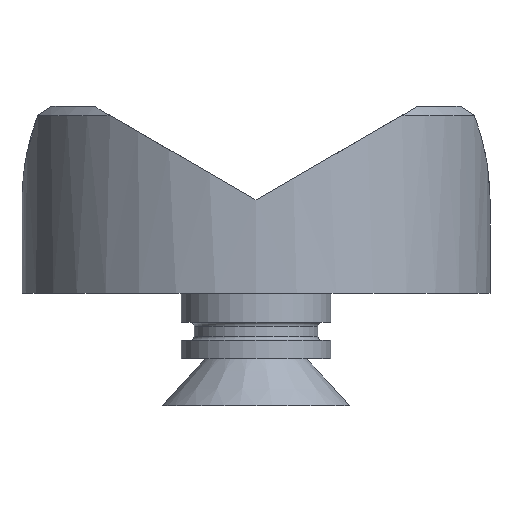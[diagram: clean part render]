
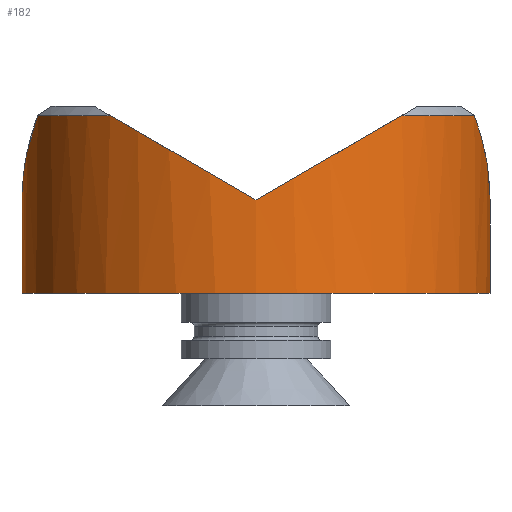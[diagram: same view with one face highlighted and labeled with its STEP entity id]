
A CAD part, front view. The second image highlights one B-rep face of the part: STEP entity #182.
In plain terms, the highlighted cylindrical face has radius 25 mm (diameter 50 mm), a partial arc.
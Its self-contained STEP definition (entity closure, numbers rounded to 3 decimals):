
#182=ADVANCED_FACE('',(#356),#357,.T.);
#356=FACE_OUTER_BOUND('',#526,.T.);
#357=CYLINDRICAL_SURFACE('',#527,25.0);
#526=EDGE_LOOP('',(#924,#925,#926,#927,#928,#929,#930,#931,#932));
#527=AXIS2_PLACEMENT_3D('',#933,#934,#935);
#924=ORIENTED_EDGE('',*,*,#1049,.T.);
#925=ORIENTED_EDGE('',*,*,#978,.T.);
#926=ORIENTED_EDGE('',*,*,#974,.F.);
#927=ORIENTED_EDGE('',*,*,#985,.T.);
#928=ORIENTED_EDGE('',*,*,#1098,.T.);
#929=ORIENTED_EDGE('',*,*,#1072,.F.);
#930=ORIENTED_EDGE('',*,*,#1081,.T.);
#931=ORIENTED_EDGE('',*,*,#1051,.T.);
#932=ORIENTED_EDGE('',*,*,#1120,.T.);
#933=CARTESIAN_POINT('',(0.0,0.0,0.0));
#934=DIRECTION('',(0.0,0.0,1.0));
#935=DIRECTION('',(1.0,0.0,0.0));
#974=EDGE_CURVE('',#1140,#1142,#1143,.T.);
#978=EDGE_CURVE('',#1148,#1142,#1149,.T.);
#985=EDGE_CURVE('',#1140,#1157,#1159,.T.);
#1049=EDGE_CURVE('',#1262,#1148,#1263,.T.);
#1051=EDGE_CURVE('',#1266,#1264,#1267,.T.);
#1072=EDGE_CURVE('',#1294,#1296,#1297,.T.);
#1081=EDGE_CURVE('',#1294,#1266,#1306,.T.);
#1098=EDGE_CURVE('',#1157,#1296,#1327,.T.);
#1120=EDGE_CURVE('',#1264,#1262,#1350,.T.);
#1140=VERTEX_POINT('',#1372);
#1142=VERTEX_POINT('',#1374);
#1143=CIRCLE('',#1375,25.0);
#1148=VERTEX_POINT('',#1382);
#1149=ELLIPSE('',#1383,35.355,25.0);
#1157=VERTEX_POINT('',#1395);
#1159=ELLIPSE('',#1398,28.868,25.0);
#1262=VERTEX_POINT('',#1526);
#1263=LINE('',#1527,#1528);
#1264=VERTEX_POINT('',#1529);
#1266=VERTEX_POINT('',#1531);
#1267=LINE('',#1532,#1533);
#1294=VERTEX_POINT('',#1566);
#1296=VERTEX_POINT('',#1570);
#1297=CIRCLE('',#1571,25.0);
#1306=ELLIPSE('',#1585,35.355,25.0);
#1327=ELLIPSE('',#1611,28.868,25.0);
#1350=CIRCLE('',#1640,25.0);
#1372=CARTESIAN_POINT('',(15.588,-19.545,19.0));
#1374=CARTESIAN_POINT('',(23.324,-9.,19.0));
#1375=AXIS2_PLACEMENT_3D('',#1659,#1660,#1661);
#1382=CARTESIAN_POINT('',(25.0,0.0,10.));
#1383=AXIS2_PLACEMENT_3D('',#1665,#1666,#1667);
#1395=CARTESIAN_POINT('',(0.0,-25.0,10.0));
#1398=AXIS2_PLACEMENT_3D('',#1673,#1674,#1675);
#1526=CARTESIAN_POINT('',(25.0,0.0,0.0));
#1527=CARTESIAN_POINT('',(25.0,0.,0.0));
#1528=VECTOR('',#1767,1.0);
#1529=CARTESIAN_POINT('',(-25.0,0.,0.0));
#1531=CARTESIAN_POINT('',(-25.0,0.0,10.));
#1532=CARTESIAN_POINT('',(-25.0,0.,0.0));
#1533=VECTOR('',#1771,1.0);
#1566=CARTESIAN_POINT('',(-23.324,-9.,19.0));
#1570=CARTESIAN_POINT('',(-15.588,-19.545,19.0));
#1571=AXIS2_PLACEMENT_3D('',#1802,#1803,#1804);
#1585=AXIS2_PLACEMENT_3D('',#1811,#1812,#1813);
#1611=AXIS2_PLACEMENT_3D('',#1834,#1835,#1836);
#1640=AXIS2_PLACEMENT_3D('',#1856,#1857,#1858);
#1659=CARTESIAN_POINT('',(0.0,0.0,19.0));
#1660=DIRECTION('',(0.0,0.0,1.0));
#1661=DIRECTION('',(1.0,0.0,0.0));
#1665=CARTESIAN_POINT('',(0.0,0.0,10.));
#1666=DIRECTION('',(0.0,-0.707,-0.707));
#1667=DIRECTION('',(0.0,0.707,-0.707));
#1673=CARTESIAN_POINT('',(0.0,0.0,10.));
#1674=DIRECTION('',(0.5,0.,-0.866));
#1675=DIRECTION('',(0.866,0.0,0.5));
#1767=DIRECTION('',(0.0,0.0,1.0));
#1771=DIRECTION('',(-0.0,-0.0,-1.0));
#1802=CARTESIAN_POINT('',(0.0,0.0,19.0));
#1803=DIRECTION('',(0.0,0.0,1.0));
#1804=DIRECTION('',(-1.0,0.0,0.0));
#1811=CARTESIAN_POINT('',(0.0,0.0,10.));
#1812=DIRECTION('',(0.0,-0.707,-0.707));
#1813=DIRECTION('',(0.0,0.707,-0.707));
#1834=CARTESIAN_POINT('',(0.0,0.0,10.0));
#1835=DIRECTION('',(-0.5,0.,-0.866));
#1836=DIRECTION('',(0.866,0.0,-0.5));
#1856=CARTESIAN_POINT('',(0.0,0.0,0.0));
#1857=DIRECTION('',(0.0,0.0,1.0));
#1858=DIRECTION('',(1.0,0.0,0.0));
